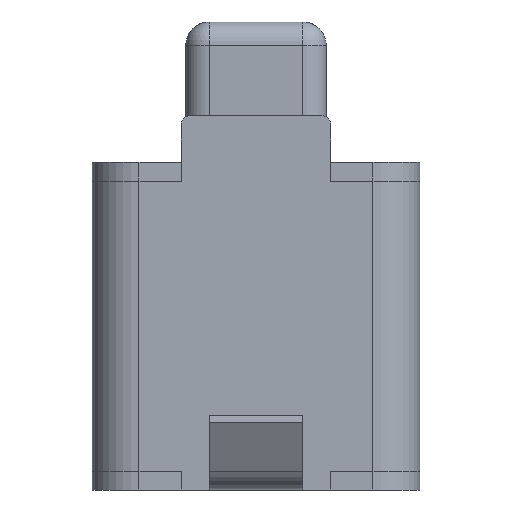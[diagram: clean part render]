
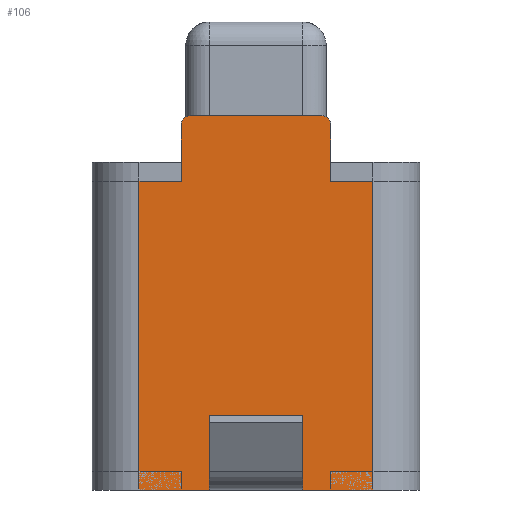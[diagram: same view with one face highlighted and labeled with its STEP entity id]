
A CAD part, left-side view. The second image highlights one B-rep face of the part: STEP entity #106.
In plain terms, the highlighted planar face has unit normal (-1, 0, 0).
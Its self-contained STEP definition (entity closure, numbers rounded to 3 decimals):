
#106 = ADVANCED_FACE( '', ( #230 ), #231, .F. );
#230 = FACE_OUTER_BOUND( '', #396, .T. );
#231 = PLANE( '', #397 );
#396 = EDGE_LOOP( '', ( #591, #592, #593, #594, #595, #596, #597, #598, #599, #600, #601, #602, #603, #604 ) );
#397 = AXIS2_PLACEMENT_3D( '', #605, #606, #607 );
#591 = ORIENTED_EDGE( '', *, *, #1089, .F. );
#592 = ORIENTED_EDGE( '', *, *, #1090, .T. );
#593 = ORIENTED_EDGE( '', *, *, #1091, .T. );
#594 = ORIENTED_EDGE( '', *, *, #1092, .F. );
#595 = ORIENTED_EDGE( '', *, *, #1093, .T. );
#596 = ORIENTED_EDGE( '', *, *, #1094, .T. );
#597 = ORIENTED_EDGE( '', *, *, #1095, .T. );
#598 = ORIENTED_EDGE( '', *, *, #1096, .F. );
#599 = ORIENTED_EDGE( '', *, *, #1097, .T. );
#600 = ORIENTED_EDGE( '', *, *, #1098, .T. );
#601 = ORIENTED_EDGE( '', *, *, #1099, .T. );
#602 = ORIENTED_EDGE( '', *, *, #1100, .F. );
#603 = ORIENTED_EDGE( '', *, *, #1101, .F. );
#604 = ORIENTED_EDGE( '', *, *, #1102, .T. );
#605 = CARTESIAN_POINT( '', ( -3., 1.75, 3.3 ) );
#606 = DIRECTION( '', ( 1., 0., 0. ) );
#607 = DIRECTION( '', ( 0., 0., -1. ) );
#1089 = EDGE_CURVE( '', #1335, #1336, #1337, .T. );
#1090 = EDGE_CURVE( '', #1335, #1338, #1339, .F. );
#1091 = EDGE_CURVE( '', #1338, #1340, #1341, .T. );
#1092 = EDGE_CURVE( '', #1342, #1340, #1343, .T. );
#1093 = EDGE_CURVE( '', #1342, #1344, #1345, .T. );
#1094 = EDGE_CURVE( '', #1344, #1346, #1347, .T. );
#1095 = EDGE_CURVE( '', #1346, #1348, #1349, .T. );
#1096 = EDGE_CURVE( '', #1350, #1348, #1351, .T. );
#1097 = EDGE_CURVE( '', #1350, #1352, #1353, .T. );
#1098 = EDGE_CURVE( '', #1352, #1354, #1355, .T. );
#1099 = EDGE_CURVE( '', #1354, #1356, #1357, .F. );
#1100 = EDGE_CURVE( '', #1358, #1356, #1359, .T. );
#1101 = EDGE_CURVE( '', #1360, #1358, #1361, .T. );
#1102 = EDGE_CURVE( '', #1360, #1336, #1362, .F. );
#1335 = VERTEX_POINT( '', #1909 );
#1336 = VERTEX_POINT( '', #1910 );
#1337 = LINE( '', #1911, #1912 );
#1338 = VERTEX_POINT( '', #1913 );
#1339 = CIRCLE( '', #1914, 0.1 );
#1340 = VERTEX_POINT( '', #1915 );
#1341 = LINE( '', #1916, #1917 );
#1342 = VERTEX_POINT( '', #1918 );
#1343 = LINE( '', #1919, #1920 );
#1344 = VERTEX_POINT( '', #1921 );
#1345 = LINE( '', #1922, #1923 );
#1346 = VERTEX_POINT( '', #1924 );
#1347 = LINE( '', #1925, #1926 );
#1348 = VERTEX_POINT( '', #1927 );
#1349 = LINE( '', #1928, #1929 );
#1350 = VERTEX_POINT( '', #1930 );
#1351 = LINE( '', #1931, #1932 );
#1352 = VERTEX_POINT( '', #1933 );
#1353 = LINE( '', #1934, #1935 );
#1354 = VERTEX_POINT( '', #1936 );
#1355 = LINE( '', #1937, #1938 );
#1356 = VERTEX_POINT( '', #1939 );
#1357 = LINE( '', #1940, #1941 );
#1358 = VERTEX_POINT( '', #1942 );
#1359 = LINE( '', #1943, #1944 );
#1360 = VERTEX_POINT( '', #1945 );
#1361 = LINE( '', #1946, #1947 );
#1362 = CIRCLE( '', #1948, 0.1 );
#1909 = CARTESIAN_POINT( '', ( -3., 0.7, 4. ) );
#1910 = CARTESIAN_POINT( '', ( -3., -0.7, 4. ) );
#1911 = CARTESIAN_POINT( '', ( -3., 0.8, 4. ) );
#1912 = VECTOR( '', #2328, 1000. );
#1913 = CARTESIAN_POINT( '', ( -3., 0.8, 3.9 ) );
#1914 = AXIS2_PLACEMENT_3D( '', #2329, #2330, #2331 );
#1915 = CARTESIAN_POINT( '', ( -3., 0.8, 3.3 ) );
#1916 = CARTESIAN_POINT( '', ( -3., 0.8, 4. ) );
#1917 = VECTOR( '', #2332, 1000. );
#1918 = CARTESIAN_POINT( '', ( -3., 1.25, 3.3 ) );
#1919 = CARTESIAN_POINT( '', ( -3., 1.75, 3.3 ) );
#1920 = VECTOR( '', #2333, 1000. );
#1921 = CARTESIAN_POINT( '', ( -3., 1.25, 0. ) );
#1922 = CARTESIAN_POINT( '', ( -3., 1.25, 3.3 ) );
#1923 = VECTOR( '', #2334, 1000. );
#1924 = CARTESIAN_POINT( '', ( -3., 0.5, 0. ) );
#1925 = CARTESIAN_POINT( '', ( -3., 1.75, 0. ) );
#1926 = VECTOR( '', #2335, 1000. );
#1927 = CARTESIAN_POINT( '', ( -3., 0.5, 0.15 ) );
#1928 = CARTESIAN_POINT( '', ( -3., 0.5, 3.3 ) );
#1929 = VECTOR( '', #2336, 1000. );
#1930 = CARTESIAN_POINT( '', ( -3., -0.5, 0.15 ) );
#1931 = CARTESIAN_POINT( '', ( -3., 1.75, 0.15 ) );
#1932 = VECTOR( '', #2337, 1000. );
#1933 = CARTESIAN_POINT( '', ( -3., -0.5, 0. ) );
#1934 = CARTESIAN_POINT( '', ( -3., -0.5, 3.3 ) );
#1935 = VECTOR( '', #2338, 1000. );
#1936 = CARTESIAN_POINT( '', ( -3., -1.25, 0. ) );
#1937 = CARTESIAN_POINT( '', ( -3., 1.75, 0. ) );
#1938 = VECTOR( '', #2339, 1000. );
#1939 = CARTESIAN_POINT( '', ( -3., -1.25, 3.3 ) );
#1940 = CARTESIAN_POINT( '', ( -3., -1.25, 3.3 ) );
#1941 = VECTOR( '', #2340, 1000. );
#1942 = CARTESIAN_POINT( '', ( -3., -0.8, 3.3 ) );
#1943 = CARTESIAN_POINT( '', ( -3., 1.75, 3.3 ) );
#1944 = VECTOR( '', #2341, 1000. );
#1945 = CARTESIAN_POINT( '', ( -3., -0.8, 3.9 ) );
#1946 = CARTESIAN_POINT( '', ( -3., -0.8, 4. ) );
#1947 = VECTOR( '', #2342, 1000. );
#1948 = AXIS2_PLACEMENT_3D( '', #2343, #2344, #2345 );
#2328 = DIRECTION( '', ( 0., -1., 0. ) );
#2329 = CARTESIAN_POINT( '', ( -3., 0.7, 3.9 ) );
#2330 = DIRECTION( '', ( 1., 0., 0. ) );
#2331 = DIRECTION( '', ( 0., 0., -1. ) );
#2332 = DIRECTION( '', ( 0., 0., -1. ) );
#2333 = DIRECTION( '', ( 0., -1., 0. ) );
#2334 = DIRECTION( '', ( 0., 0., -1. ) );
#2335 = DIRECTION( '', ( 0., -1., 0. ) );
#2336 = DIRECTION( '', ( 0., 0., 1. ) );
#2337 = DIRECTION( '', ( 0., 1., 0. ) );
#2338 = DIRECTION( '', ( 0., 0., -1. ) );
#2339 = DIRECTION( '', ( 0., -1., 0. ) );
#2340 = DIRECTION( '', ( 0., 0., -1. ) );
#2341 = DIRECTION( '', ( 0., -1., 0. ) );
#2342 = DIRECTION( '', ( 0., 0., -1. ) );
#2343 = CARTESIAN_POINT( '', ( -3., -0.7, 3.9 ) );
#2344 = DIRECTION( '', ( 1., 0., 0. ) );
#2345 = DIRECTION( '', ( 0., 0., -1. ) );
